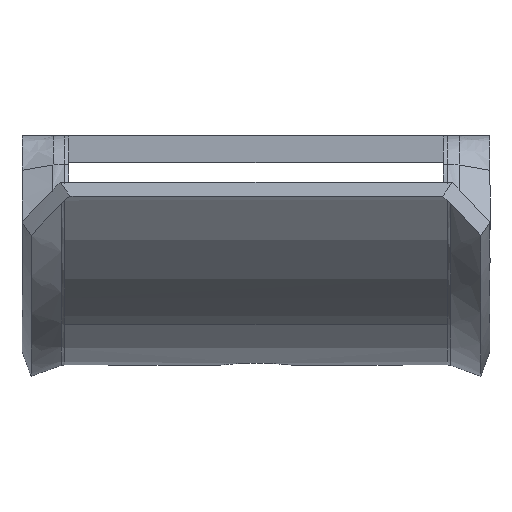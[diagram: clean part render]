
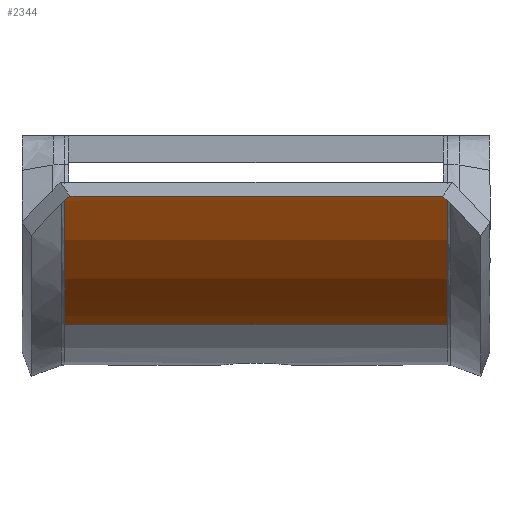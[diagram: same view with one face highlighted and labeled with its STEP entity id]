
A CAD part, top view. The second image highlights one B-rep face of the part: STEP entity #2344.
In plain terms, the highlighted cylindrical face has radius 26.4 mm (diameter 52.8 mm), a partial arc.
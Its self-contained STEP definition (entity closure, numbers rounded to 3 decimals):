
#20 = EDGE_CURVE ( 'NONE', #3443, #913, #497, .T. ) ;
#29 = VECTOR ( 'NONE', #698, 1000. ) ;
#38 = B_SPLINE_CURVE_WITH_KNOTS ( 'NONE', 3,
 ( #152, #2845, #1779, #3159 ),
 .UNSPECIFIED., .F., .F.,
 ( 4, 4 ),
 ( 0., 1. ),
 .UNSPECIFIED. ) ;
#103 = ORIENTED_EDGE ( 'NONE', *, *, #3101, .T. ) ;
#152 = CARTESIAN_POINT ( 'NONE',  ( -14.31, -7.845, 49.66 ) ) ;
#187 = CARTESIAN_POINT ( 'NONE',  ( 14.31, -4.901, 51.812 ) ) ;
#194 = EDGE_LOOP ( 'NONE', ( #952, #840, #285, #1252, #972, #1981, #1663, #103, #2062, #562, #2345, #977 ) ) ;
#264 = VERTEX_POINT ( 'NONE', #813 ) ;
#285 = ORIENTED_EDGE ( 'NONE', *, *, #1489, .F. ) ;
#300 = B_SPLINE_CURVE_WITH_KNOTS ( 'NONE', 3,
 ( #3062, #357, #1717, #653 ),
 .UNSPECIFIED., .F., .F.,
 ( 4, 4 ),
 ( 0., 1. ),
 .UNSPECIFIED. ) ;
#351 = CARTESIAN_POINT ( 'NONE',  ( -13.911, -4.61, 52. ) ) ;
#357 = CARTESIAN_POINT ( 'NONE',  ( -14.31, -11.8, 45.578 ) ) ;
#393 = LINE ( 'NONE', #1496, #985 ) ;
#421 = B_SPLINE_CURVE_WITH_KNOTS ( 'NONE', 3,
 ( #1148, #3055, #3319, #818, #1886 ),
 .UNSPECIFIED., .F., .F.,
 ( 4, 1, 4 ),
 ( 0., 0.041, 1. ),
 .UNSPECIFIED. ) ;
#477 = DIRECTION ( 'NONE',  ( 0., -0.885, 0.465 ) ) ;
#497 = B_SPLINE_CURVE_WITH_KNOTS ( 'NONE', 3,
 ( #888, #2271, #2252, #1957 ),
 .UNSPECIFIED., .F., .F.,
 ( 4, 4 ),
 ( 0.095, 1. ),
 .UNSPECIFIED. ) ;
#521 = VERTEX_POINT ( 'NONE', #1205 ) ;
#561 = CARTESIAN_POINT ( 'NONE',  ( 14.31, -13.761, 42.536 ) ) ;
#562 = ORIENTED_EDGE ( 'NONE', *, *, #2117, .T. ) ;
#590 = CARTESIAN_POINT ( 'NONE',  ( 14.31, -13.543, 42.906 ) ) ;
#593 = EDGE_CURVE ( 'NONE', #2896, #521, #393, .T. ) ;
#642 = VERTEX_POINT ( 'NONE', #2275 ) ;
#653 = CARTESIAN_POINT ( 'NONE',  ( -14.31, -13.543, 42.906 ) ) ;
#681 = CARTESIAN_POINT ( 'NONE',  ( 14.31, -7.842, 49.662 ) ) ;
#698 = DIRECTION ( 'NONE',  ( -1., 0., 0. ) ) ;
#708 = CARTESIAN_POINT ( 'NONE',  ( 14.31, -10.757, 46.783 ) ) ;
#748 = CARTESIAN_POINT ( 'NONE',  ( 14.072, -4.708, 51.94 ) ) ;
#796 = EDGE_CURVE ( 'NONE', #1112, #1648, #1060, .T. ) ;
#813 = CARTESIAN_POINT ( 'NONE',  ( 14.31, -7.845, 49.66 ) ) ;
#818 = CARTESIAN_POINT ( 'NONE',  ( 14.31, -12.744, 44.26 ) ) ;
#840 = ORIENTED_EDGE ( 'NONE', *, *, #878, .F. ) ;
#878 = EDGE_CURVE ( 'NONE', #1896, #2896, #3067, .T. ) ;
#888 = CARTESIAN_POINT ( 'NONE',  ( -14.31, -4.928, 51.794 ) ) ;
#906 = EDGE_CURVE ( 'NONE', #1553, #521, #3017, .T. ) ;
#913 = VERTEX_POINT ( 'NONE', #1754 ) ;
#952 = ORIENTED_EDGE ( 'NONE', *, *, #593, .F. ) ;
#956 = CARTESIAN_POINT ( 'NONE',  ( 14.31, -6.877, 50.463 ) ) ;
#972 = ORIENTED_EDGE ( 'NONE', *, *, #1483, .F. ) ;
#974 = FACE_OUTER_BOUND ( 'NONE', #194, .T. ) ;
#977 = ORIENTED_EDGE ( 'NONE', *, *, #906, .T. ) ;
#985 = VECTOR ( 'NONE', #3399, 1000. ) ;
#1016 = CARTESIAN_POINT ( 'NONE',  ( -14.31, -4.928, 51.794 ) ) ;
#1049 = EDGE_CURVE ( 'NONE', #1863, #1112, #3292, .T. ) ;
#1060 = LINE ( 'NONE', #1566, #29 ) ;
#1112 = VERTEX_POINT ( 'NONE', #3450 ) ;
#1148 = CARTESIAN_POINT ( 'NONE',  ( 14.31, -10.757, 46.783 ) ) ;
#1183 = CARTESIAN_POINT ( 'NONE',  ( 14.31, -9.833, 47.855 ) ) ;
#1186 = CARTESIAN_POINT ( 'NONE',  ( -14.31, -13.974, 42.154 ) ) ;
#1205 = CARTESIAN_POINT ( 'NONE',  ( -14.31, -14.175, 41.77 ) ) ;
#1252 = ORIENTED_EDGE ( 'NONE', *, *, #1275, .F. ) ;
#1275 = EDGE_CURVE ( 'NONE', #264, #2452, #3551, .T. ) ;
#1315 = CARTESIAN_POINT ( 'NONE',  ( -13.911, -4.61, 52. ) ) ;
#1375 = CARTESIAN_POINT ( 'NONE',  ( 14.31, -7.845, 49.66 ) ) ;
#1483 = EDGE_CURVE ( 'NONE', #1863, #264, #1693, .T. ) ;
#1489 = EDGE_CURVE ( 'NONE', #2452, #1896, #421, .T. ) ;
#1496 = CARTESIAN_POINT ( 'NONE',  ( 74.352, -14.175, 41.77 ) ) ;
#1551 = CARTESIAN_POINT ( 'NONE',  ( -14.31, -4.928, 51.794 ) ) ;
#1553 = VERTEX_POINT ( 'NONE', #2950 ) ;
#1566 = CARTESIAN_POINT ( 'NONE',  ( 14.31, -4.61, 52. ) ) ;
#1581 = AXIS2_PLACEMENT_3D ( 'NONE', #3145, #2082, #477 ) ;
#1647 = CARTESIAN_POINT ( 'NONE',  ( 14.31, -13.972, 42.157 ) ) ;
#1648 = VERTEX_POINT ( 'NONE', #351 ) ;
#1663 = ORIENTED_EDGE ( 'NONE', *, *, #796, .T. ) ;
#1693 = B_SPLINE_CURVE_WITH_KNOTS ( 'NONE', 3,
 ( #1745, #3404, #956, #681, #3447 ),
 .UNSPECIFIED., .F., .F.,
 ( 4, 1, 4 ),
 ( 0.088, 0.998, 1. ),
 .UNSPECIFIED. ) ;
#1696 = CARTESIAN_POINT ( 'NONE',  ( -14.31, -13.763, 42.533 ) ) ;
#1717 = CARTESIAN_POINT ( 'NONE',  ( -14.31, -12.734, 44.279 ) ) ;
#1745 = CARTESIAN_POINT ( 'NONE',  ( 14.31, -4.901, 51.812 ) ) ;
#1754 = CARTESIAN_POINT ( 'NONE',  ( -14.31, -7.845, 49.66 ) ) ;
#1779 = CARTESIAN_POINT ( 'NONE',  ( -14.31, -9.862, 47.815 ) ) ;
#1807 = CYLINDRICAL_SURFACE ( 'NONE', #1581, 26.4 ) ;
#1842 = CARTESIAN_POINT ( 'NONE',  ( 13.953, -4.61, 52. ) ) ;
#1863 = VERTEX_POINT ( 'NONE', #3383 ) ;
#1886 = CARTESIAN_POINT ( 'NONE',  ( 14.31, -13.543, 42.906 ) ) ;
#1896 = VERTEX_POINT ( 'NONE', #590 ) ;
#1957 = CARTESIAN_POINT ( 'NONE',  ( -14.31, -7.845, 49.66 ) ) ;
#1981 = ORIENTED_EDGE ( 'NONE', *, *, #1049, .T. ) ;
#2062 = ORIENTED_EDGE ( 'NONE', *, *, #20, .T. ) ;
#2082 = DIRECTION ( 'NONE',  ( -1., 0., 0. ) ) ;
#2117 = EDGE_CURVE ( 'NONE', #913, #642, #38, .T. ) ;
#2218 = B_SPLINE_CURVE_WITH_KNOTS ( 'NONE', 3,
 ( #1315, #2884, #2904, #1551 ),
 .UNSPECIFIED., .F., .F.,
 ( 4, 4 ),
 ( 0., 1. ),
 .UNSPECIFIED. ) ;
#2233 = CARTESIAN_POINT ( 'NONE',  ( -14.31, -13.543, 42.906 ) ) ;
#2251 = CARTESIAN_POINT ( 'NONE',  ( 14.31, -14.175, 41.77 ) ) ;
#2252 = CARTESIAN_POINT ( 'NONE',  ( -14.31, -6.924, 50.439 ) ) ;
#2270 = CARTESIAN_POINT ( 'NONE',  ( -14.31, -14.175, 41.77 ) ) ;
#2271 = CARTESIAN_POINT ( 'NONE',  ( -14.31, -5.95, 51.154 ) ) ;
#2275 = CARTESIAN_POINT ( 'NONE',  ( -14.31, -10.757, 46.783 ) ) ;
#2344 = ADVANCED_FACE ( 'NONE', ( #974 ), #1807, .T. ) ;
#2345 = ORIENTED_EDGE ( 'NONE', *, *, #2527, .T. ) ;
#2452 = VERTEX_POINT ( 'NONE', #708 ) ;
#2527 = EDGE_CURVE ( 'NONE', #642, #1553, #300, .T. ) ;
#2845 = CARTESIAN_POINT ( 'NONE',  ( -14.31, -8.888, 48.778 ) ) ;
#2884 = CARTESIAN_POINT ( 'NONE',  ( -14.042, -4.717, 51.934 ) ) ;
#2896 = VERTEX_POINT ( 'NONE', #2984 ) ;
#2904 = CARTESIAN_POINT ( 'NONE',  ( -14.175, -4.825, 51.867 ) ) ;
#2950 = CARTESIAN_POINT ( 'NONE',  ( -14.31, -13.543, 42.906 ) ) ;
#2984 = CARTESIAN_POINT ( 'NONE',  ( 14.31, -14.175, 41.77 ) ) ;
#3000 = CARTESIAN_POINT ( 'NONE',  ( 14.31, -13.543, 42.906 ) ) ;
#3017 = B_SPLINE_CURVE_WITH_KNOTS ( 'NONE', 3,
 ( #2233, #1696, #1186, #2270 ),
 .UNSPECIFIED., .F., .F.,
 ( 4, 4 ),
 ( 0., 0.896 ),
 .UNSPECIFIED. ) ;
#3055 = CARTESIAN_POINT ( 'NONE',  ( 14.31, -10.799, 46.734 ) ) ;
#3062 = CARTESIAN_POINT ( 'NONE',  ( -14.31, -10.757, 46.783 ) ) ;
#3067 = B_SPLINE_CURVE_WITH_KNOTS ( 'NONE', 3,
 ( #3000, #561, #1647, #2251 ),
 .UNSPECIFIED., .F., .F.,
 ( 4, 4 ),
 ( 0., 0.897 ),
 .UNSPECIFIED. ) ;
#3101 = EDGE_CURVE ( 'NONE', #1648, #3443, #2218, .T. ) ;
#3145 = CARTESIAN_POINT ( 'NONE',  ( 74.352, 9.2, 29.5 ) ) ;
#3159 = CARTESIAN_POINT ( 'NONE',  ( -14.31, -10.757, 46.783 ) ) ;
#3292 = B_SPLINE_CURVE_WITH_KNOTS ( 'NONE', 3,
 ( #187, #3436, #748, #1842 ),
 .UNSPECIFIED., .F., .F.,
 ( 4, 4 ),
 ( 0., 1. ),
 .UNSPECIFIED. ) ;
#3301 = CARTESIAN_POINT ( 'NONE',  ( 14.31, -8.852, 48.824 ) ) ;
#3319 = CARTESIAN_POINT ( 'NONE',  ( 14.31, -11.806, 45.557 ) ) ;
#3351 = CARTESIAN_POINT ( 'NONE',  ( 14.31, -10.757, 46.783 ) ) ;
#3383 = CARTESIAN_POINT ( 'NONE',  ( 14.31, -4.901, 51.812 ) ) ;
#3399 = DIRECTION ( 'NONE',  ( -1., 0., 0. ) ) ;
#3404 = CARTESIAN_POINT ( 'NONE',  ( 14.31, -5.887, 51.141 ) ) ;
#3436 = CARTESIAN_POINT ( 'NONE',  ( 14.191, -4.806, 51.878 ) ) ;
#3443 = VERTEX_POINT ( 'NONE', #1016 ) ;
#3447 = CARTESIAN_POINT ( 'NONE',  ( 14.31, -7.845, 49.66 ) ) ;
#3450 = CARTESIAN_POINT ( 'NONE',  ( 13.953, -4.61, 52. ) ) ;
#3551 = B_SPLINE_CURVE_WITH_KNOTS ( 'NONE', 3,
 ( #1375, #3301, #1183, #3351 ),
 .UNSPECIFIED., .F., .F.,
 ( 4, 4 ),
 ( 0., 1. ),
 .UNSPECIFIED. ) ;
